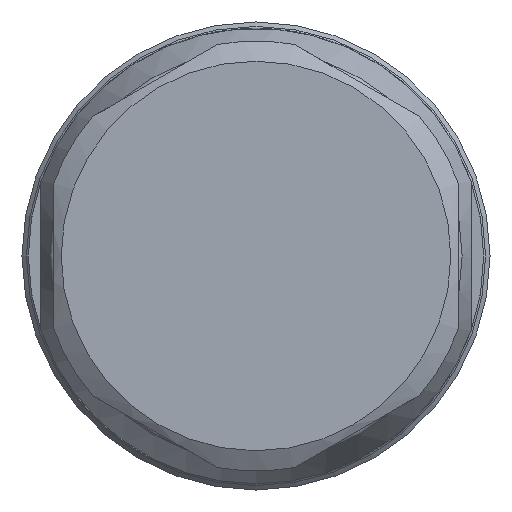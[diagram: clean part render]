
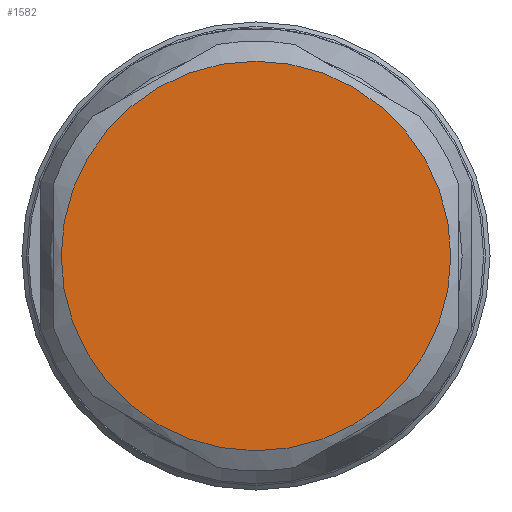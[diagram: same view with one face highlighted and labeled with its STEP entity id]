
A CAD part, left-side view. The second image highlights one B-rep face of the part: STEP entity #1582.
In plain terms, the highlighted planar face has unit normal (-1, 0, 0).
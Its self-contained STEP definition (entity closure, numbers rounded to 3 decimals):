
#689=FACE_OUTER_BOUND('',#2084,.T.);
#1170=PLANE('',#6195);
#1582=ADVANCED_FACE('',(#689),#1170,.T.);
#2084=EDGE_LOOP('',(#3513));
#3513=ORIENTED_EDGE('',*,*,#4288,.T.);
#4288=EDGE_CURVE('',#5455,#5455,#4616,.T.);
#4616=CIRCLE('',#6194,7.7);
#5455=VERTEX_POINT('',#10603);
#6194=AXIS2_PLACEMENT_3D('',#10602,#7777,#7778);
#6195=AXIS2_PLACEMENT_3D('',#10604,#7779,#7780);
#7777=DIRECTION('',(-1.,0.,0.));
#7778=DIRECTION('',(0.,0.,1.));
#7779=DIRECTION('',(-1.,0.,0.));
#7780=DIRECTION('',(0.,0.,1.));
#10602=CARTESIAN_POINT('',(-28.6,0.,0.));
#10603=CARTESIAN_POINT('',(-28.6,0.,7.7));
#10604=CARTESIAN_POINT('',(-28.6,0.,0.));
